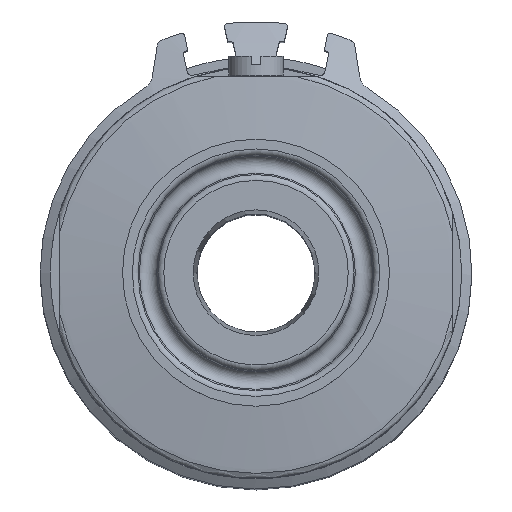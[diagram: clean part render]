
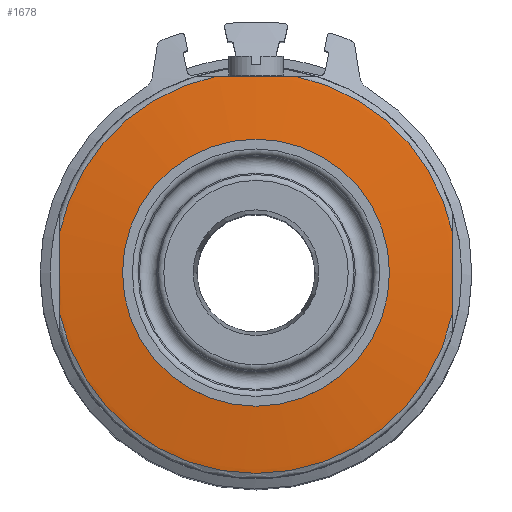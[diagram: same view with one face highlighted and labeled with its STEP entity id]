
A CAD part, top view. The second image highlights one B-rep face of the part: STEP entity #1678.
In plain terms, the highlighted toroidal (fillet/blend) face has major radius 0.217 mm and minor radius 157.2 mm.
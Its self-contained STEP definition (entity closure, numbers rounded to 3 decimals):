
#18=DEGENERATE_TOROIDAL_SURFACE('',#1870,0.217,157.2,
 .T.);
#291=B_SPLINE_CURVE_WITH_KNOTS('',3,(#3046,#3047,#3048,#3049),
 .UNSPECIFIED.,.F.,.F.,(4,4),(0.074,0.085),
 .UNSPECIFIED.);
#292=B_SPLINE_CURVE_WITH_KNOTS('',3,(#3050,#3051,#3052,#3053),
 .UNSPECIFIED.,.F.,.F.,(4,4),(0.074,0.084),
 .UNSPECIFIED.);
#293=B_SPLINE_CURVE_WITH_KNOTS('',3,(#3054,#3055,#3056,#3057),
 .UNSPECIFIED.,.F.,.F.,(4,4),(0.073,0.083),
 .UNSPECIFIED.);
#718=ORIENTED_EDGE('',*,*,#1002,.T.);
#719=ORIENTED_EDGE('',*,*,#1003,.F.);
#720=ORIENTED_EDGE('',*,*,#976,.F.);
#721=ORIENTED_EDGE('',*,*,#1004,.F.);
#722=ORIENTED_EDGE('',*,*,#1000,.F.);
#723=ORIENTED_EDGE('',*,*,#1005,.F.);
#724=ORIENTED_EDGE('',*,*,#970,.F.);
#970=EDGE_CURVE('',#1148,#1150,#1230,.T.);
#976=EDGE_CURVE('',#1155,#1153,#1233,.T.);
#1000=EDGE_CURVE('',#1176,#1177,#1250,.T.);
#1002=EDGE_CURVE('',#1178,#1178,#1251,.T.);
#1003=EDGE_CURVE('',#1153,#1148,#291,.T.);
#1004=EDGE_CURVE('',#1177,#1155,#292,.T.);
#1005=EDGE_CURVE('',#1150,#1176,#293,.T.);
#1148=VERTEX_POINT('',#2929);
#1150=VERTEX_POINT('',#2932);
#1153=VERTEX_POINT('',#2954);
#1155=VERTEX_POINT('',#2966);
#1176=VERTEX_POINT('',#3031);
#1177=VERTEX_POINT('',#3033);
#1178=VERTEX_POINT('',#3045);
#1230=CIRCLE('',#1835,25.529);
#1233=CIRCLE('',#1839,25.529);
#1250=CIRCLE('',#1869,25.529);
#1251=CIRCLE('',#1871,13.5);
#1368=EDGE_LOOP('',(#718));
#1369=EDGE_LOOP('',(#719,#720,#721,#722,#723,#724));
#1511=FACE_BOUND('',#1368,.T.);
#1512=FACE_BOUND('',#1369,.T.);
#1678=ADVANCED_FACE('',(#1511,#1512),#18,.T.);
#1835=AXIS2_PLACEMENT_3D('',#2931,#2170,#2171);
#1839=AXIS2_PLACEMENT_3D('',#2967,#2178,#2179);
#1869=AXIS2_PLACEMENT_3D('',#3032,#2244,#2245);
#1870=AXIS2_PLACEMENT_3D('',#3043,#2246,#2247);
#1871=AXIS2_PLACEMENT_3D('',#3044,#2248,#2249);
#2170=DIRECTION('',(0.,0.,-1.));
#2171=DIRECTION('',(-1.,0.,0.));
#2178=DIRECTION('',(0.,0.,-1.));
#2179=DIRECTION('',(-1.,0.,0.));
#2244=DIRECTION('',(0.,0.,-1.));
#2245=DIRECTION('',(-1.,0.,0.));
#2246=DIRECTION('',(0.,0.,-1.));
#2247=DIRECTION('',(-1.,0.,0.));
#2248=DIRECTION('',(0.,0.,-1.));
#2249=DIRECTION('',(-1.,0.,0.));
#2929=CARTESIAN_POINT('',(-25.,5.169,11.261));
#2931=CARTESIAN_POINT('',(0.,0.,11.261));
#2932=CARTESIAN_POINT('',(-5.169,25.,11.261));
#2954=CARTESIAN_POINT('',(-25.,-5.169,11.261));
#2966=CARTESIAN_POINT('',(25.,-5.169,11.261));
#2967=CARTESIAN_POINT('',(0.,0.,11.261));
#3031=CARTESIAN_POINT('',(5.169,25.,11.261));
#3032=CARTESIAN_POINT('',(0.,0.,11.261));
#3033=CARTESIAN_POINT('',(25.,5.169,11.261));
#3043=CARTESIAN_POINT('',(0.,0.,-143.888));
#3044=CARTESIAN_POINT('',(0.,0.,12.75));
#3045=CARTESIAN_POINT('',(-13.5,0.,12.75));
#3046=CARTESIAN_POINT('',(-25.,-5.169,11.261));
#3047=CARTESIAN_POINT('',(-25.,-1.73,11.375));
#3048=CARTESIAN_POINT('',(-25.,1.716,11.375));
#3049=CARTESIAN_POINT('',(-25.,5.169,11.261));
#3050=CARTESIAN_POINT('',(25.,5.169,11.261));
#3051=CARTESIAN_POINT('',(25.,1.73,11.375));
#3052=CARTESIAN_POINT('',(25.,-1.716,11.375));
#3053=CARTESIAN_POINT('',(25.,-5.169,11.261));
#3054=CARTESIAN_POINT('',(-5.169,25.,11.261));
#3055=CARTESIAN_POINT('',(-1.73,25.,11.375));
#3056=CARTESIAN_POINT('',(1.716,25.,11.375));
#3057=CARTESIAN_POINT('',(5.169,25.,11.261));
